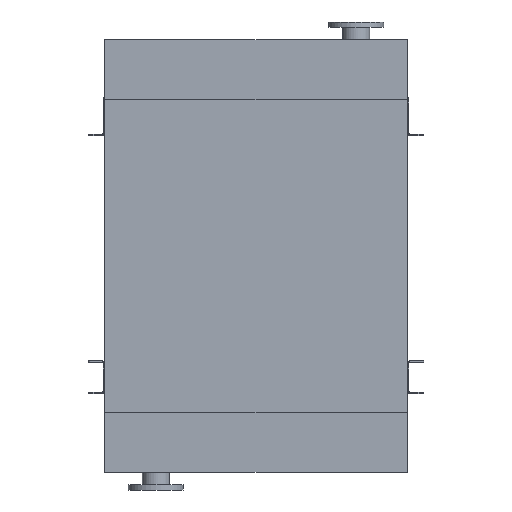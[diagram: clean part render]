
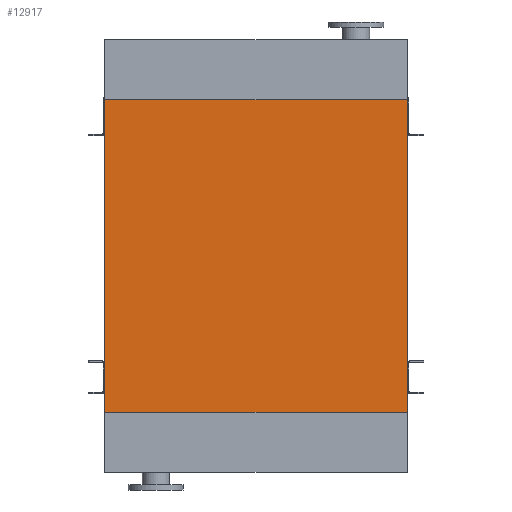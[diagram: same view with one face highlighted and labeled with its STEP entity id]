
A CAD part, front view. The second image highlights one B-rep face of the part: STEP entity #12917.
In plain terms, the highlighted planar face has unit normal (0, -1, 0).
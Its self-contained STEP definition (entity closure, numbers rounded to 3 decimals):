
#105 = LINE ( 'NONE', #8308, #1266 ) ;
#554 = FACE_OUTER_BOUND ( 'NONE', #13139, .T. ) ;
#740 = ORIENTED_EDGE ( 'NONE', *, *, #4919, .T. ) ;
#787 = AXIS2_PLACEMENT_3D ( 'NONE', #2759, #8824, #1623 ) ;
#1266 = VECTOR ( 'NONE', #8241, 1000. ) ;
#1416 = DIRECTION ( 'NONE',  ( 0., 0., 1. ) ) ;
#1623 = DIRECTION ( 'NONE',  ( 0., 0., -1. ) ) ;
#1681 = DIRECTION ( 'NONE',  ( 0., 0., 1. ) ) ;
#1929 = LINE ( 'NONE', #6017, #6209 ) ;
#2011 = EDGE_CURVE ( 'NONE', #8770, #9863, #2359, .T. ) ;
#2359 = LINE ( 'NONE', #10551, #11253 ) ;
#2759 = CARTESIAN_POINT ( 'NONE',  ( -605., 0., -1250. ) ) ;
#3110 = CARTESIAN_POINT ( 'NONE',  ( -605., 0., 0. ) ) ;
#3641 = PLANE ( 'NONE',  #787 ) ;
#4158 = ORIENTED_EDGE ( 'NONE', *, *, #11424, .F. ) ;
#4626 = EDGE_CURVE ( 'NONE', #7369, #9863, #1929, .T. ) ;
#4647 = ORIENTED_EDGE ( 'NONE', *, *, #2011, .T. ) ;
#4919 = EDGE_CURVE ( 'NONE', #7105, #8770, #105, .T. ) ;
#5249 = ORIENTED_EDGE ( 'NONE', *, *, #4626, .F. ) ;
#5952 = DIRECTION ( 'NONE',  ( 1., 0., 0. ) ) ;
#6017 = CARTESIAN_POINT ( 'NONE',  ( -605., 0., 0. ) ) ;
#6073 = CARTESIAN_POINT ( 'NONE',  ( -605., 0., -1250. ) ) ;
#6209 = VECTOR ( 'NONE', #5952, 1000. ) ;
#6743 = VECTOR ( 'NONE', #1681, 1000. ) ;
#7105 = VERTEX_POINT ( 'NONE', #6073 ) ;
#7315 = CARTESIAN_POINT ( 'NONE',  ( 605., 0., 0. ) ) ;
#7369 = VERTEX_POINT ( 'NONE', #3110 ) ;
#7512 = LINE ( 'NONE', #8685, #6743 ) ;
#8241 = DIRECTION ( 'NONE',  ( 1., 0., 0. ) ) ;
#8308 = CARTESIAN_POINT ( 'NONE',  ( -605., 0., -1250. ) ) ;
#8685 = CARTESIAN_POINT ( 'NONE',  ( -605., 0., -1250. ) ) ;
#8770 = VERTEX_POINT ( 'NONE', #10708 ) ;
#8824 = DIRECTION ( 'NONE',  ( 0., -1., 0. ) ) ;
#9863 = VERTEX_POINT ( 'NONE', #7315 ) ;
#10551 = CARTESIAN_POINT ( 'NONE',  ( 605., 0., -1250. ) ) ;
#10708 = CARTESIAN_POINT ( 'NONE',  ( 605., 0., -1250. ) ) ;
#11253 = VECTOR ( 'NONE', #1416, 1000. ) ;
#11424 = EDGE_CURVE ( 'NONE', #7105, #7369, #7512, .T. ) ;
#12917 = ADVANCED_FACE ( 'NONE', ( #554 ), #3641, .T. ) ;
#13139 = EDGE_LOOP ( 'NONE', ( #5249, #4158, #740, #4647 ) ) ;
